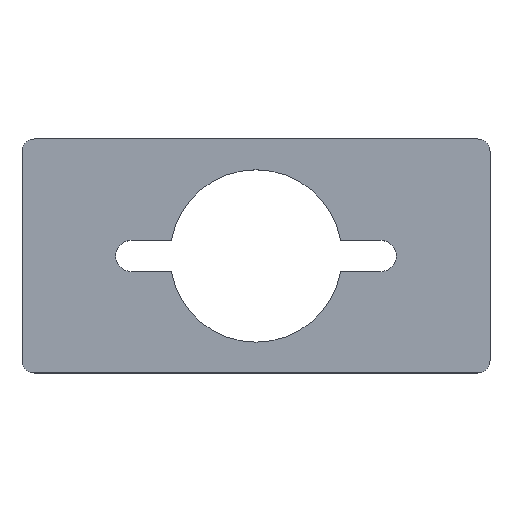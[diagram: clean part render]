
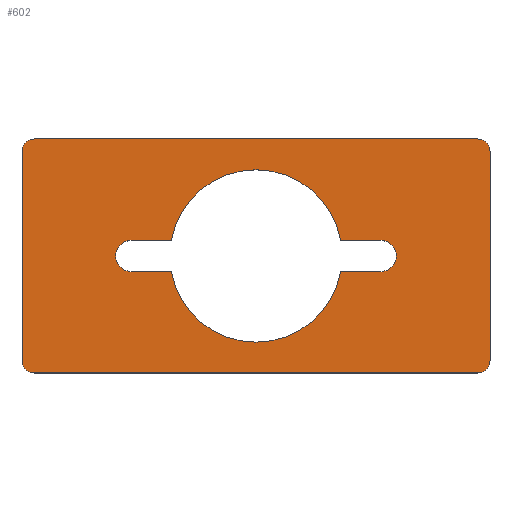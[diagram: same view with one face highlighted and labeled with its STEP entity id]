
A CAD part, top view. The second image highlights one B-rep face of the part: STEP entity #602.
In plain terms, the highlighted planar face has unit normal (0, 0, 1).
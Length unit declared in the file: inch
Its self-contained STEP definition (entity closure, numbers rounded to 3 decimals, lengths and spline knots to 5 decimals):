
#2 = AXIS2_PLACEMENT_3D ( 'NONE', #195, #394, #183 ) ;
#3 = AXIS2_PLACEMENT_3D ( 'NONE', #514, #156, #256 ) ;
#11 = CARTESIAN_POINT ( 'NONE',  ( 0., 0., 0. ) ) ;
#12 = ORIENTED_EDGE ( 'NONE', *, *, #472, .F. ) ;
#18 = CARTESIAN_POINT ( 'NONE',  ( 1.1811, -0.52805, 0. ) ) ;
#21 = DIRECTION ( 'NONE',  ( 1., 0., 0. ) ) ;
#23 = CARTESIAN_POINT ( 'NONE',  ( 1.1811, 0.59055, 0. ) ) ;
#25 = EDGE_CURVE ( 'NONE', #217, #395, #61, .T. ) ;
#28 = DIRECTION ( 'NONE',  ( 0., 0., 1. ) ) ;
#31 = DIRECTION ( 'NONE',  ( 1., 0., 0. ) ) ;
#32 = CARTESIAN_POINT ( 'NONE',  ( -1.1186, -0.59055, 0. ) ) ;
#37 = LINE ( 'NONE', #491, #495 ) ;
#39 = EDGE_CURVE ( 'NONE', #457, #180, #326, .T. ) ;
#41 = CARTESIAN_POINT ( 'NONE',  ( 0., 0., 0. ) ) ;
#42 = DIRECTION ( 'NONE',  ( 0., 0., 1. ) ) ;
#43 = ORIENTED_EDGE ( 'NONE', *, *, #404, .F. ) ;
#50 = CARTESIAN_POINT ( 'NONE',  ( -0.62992, 0., 0. ) ) ;
#53 = CIRCLE ( 'NONE', #172, 0.07874 ) ;
#54 = CARTESIAN_POINT ( 'NONE',  ( 0.42785, -0.07874, 0. ) ) ;
#61 = CIRCLE ( 'NONE', #474, 0.07874 ) ;
#67 = LINE ( 'NONE', #270, #212 ) ;
#73 = AXIS2_PLACEMENT_3D ( 'NONE', #41, #243, #31 ) ;
#77 = ORIENTED_EDGE ( 'NONE', *, *, #271, .F. ) ;
#80 = CARTESIAN_POINT ( 'NONE',  ( 1.1186, 0.52805, 0. ) ) ;
#87 = VERTEX_POINT ( 'NONE', #532 ) ;
#93 = CARTESIAN_POINT ( 'NONE',  ( -1.1811, 0.52805, 0. ) ) ;
#95 = AXIS2_PLACEMENT_3D ( 'NONE', #50, #152, #452 ) ;
#100 = DIRECTION ( 'NONE',  ( 0., 0., 1. ) ) ;
#105 = VERTEX_POINT ( 'NONE', #32 ) ;
#107 = VECTOR ( 'NONE', #285, 39.37008 ) ;
#108 = LINE ( 'NONE', #564, #615 ) ;
#109 = ORIENTED_EDGE ( 'NONE', *, *, #559, .F. ) ;
#111 = DIRECTION ( 'NONE',  ( 1., 0., 0. ) ) ;
#112 = EDGE_LOOP ( 'NONE', ( #609, #359, #77, #210, #418, #43, #12, #623, #109 ) ) ;
#114 = CARTESIAN_POINT ( 'NONE',  ( 0.70866, 0., 0. ) ) ;
#118 = VERTEX_POINT ( 'NONE', #289 ) ;
#129 = DIRECTION ( 'NONE',  ( -1., 0., 0. ) ) ;
#144 = DIRECTION ( 'NONE',  ( 1., 0., 0. ) ) ;
#145 = ORIENTED_EDGE ( 'NONE', *, *, #39, .T. ) ;
#146 = CARTESIAN_POINT ( 'NONE',  ( -0.62992, 0.07874, 0. ) ) ;
#152 = DIRECTION ( 'NONE',  ( 0., 0., 1. ) ) ;
#154 = EDGE_CURVE ( 'NONE', #118, #287, #606, .T. ) ;
#155 = DIRECTION ( 'NONE',  ( 1., 0., 0. ) ) ;
#156 = DIRECTION ( 'NONE',  ( 0., 0., 1. ) ) ;
#157 = VERTEX_POINT ( 'NONE', #185 ) ;
#160 = VERTEX_POINT ( 'NONE', #146 ) ;
#161 = CIRCLE ( 'NONE', #596, 0.0625 ) ;
#169 = VERTEX_POINT ( 'NONE', #450 ) ;
#172 = AXIS2_PLACEMENT_3D ( 'NONE', #364, #28, #622 ) ;
#180 = VERTEX_POINT ( 'NONE', #593 ) ;
#183 = DIRECTION ( 'NONE',  ( 1., 0., 0. ) ) ;
#185 = CARTESIAN_POINT ( 'NONE',  ( -0.42785, 0.07874, 0. ) ) ;
#186 = VERTEX_POINT ( 'NONE', #93 ) ;
#195 = CARTESIAN_POINT ( 'NONE',  ( 0., 0., 0. ) ) ;
#201 = CIRCLE ( 'NONE', #527, 0.0625 ) ;
#203 = DIRECTION ( 'NONE',  ( 1., 0., 0. ) ) ;
#210 = ORIENTED_EDGE ( 'NONE', *, *, #582, .F. ) ;
#212 = VECTOR ( 'NONE', #129, 39.37008 ) ;
#213 = EDGE_CURVE ( 'NONE', #180, #303, #161, .T. ) ;
#217 = VERTEX_POINT ( 'NONE', #628 ) ;
#220 = EDGE_CURVE ( 'NONE', #320, #186, #549, .T. ) ;
#221 = CIRCLE ( 'NONE', #3, 0.0625 ) ;
#223 = DIRECTION ( 'NONE',  ( 0., 1., 0. ) ) ;
#229 = LINE ( 'NONE', #268, #536 ) ;
#231 = EDGE_LOOP ( 'NONE', ( #329, #462, #145, #553, #253, #279, #290, #387 ) ) ;
#233 = PLANE ( 'NONE',  #73 ) ;
#243 = DIRECTION ( 'NONE',  ( 0., 0., 1. ) ) ;
#253 = ORIENTED_EDGE ( 'NONE', *, *, #505, .T. ) ;
#254 = AXIS2_PLACEMENT_3D ( 'NONE', #11, #100, #111 ) ;
#256 = DIRECTION ( 'NONE',  ( 1., 0., 0. ) ) ;
#261 = CARTESIAN_POINT ( 'NONE',  ( -1.1811, -0.52805, 0. ) ) ;
#268 = CARTESIAN_POINT ( 'NONE',  ( 0.42785, 0.07874, 0. ) ) ;
#270 = CARTESIAN_POINT ( 'NONE',  ( -1.1811, 0.59055, 0. ) ) ;
#271 = EDGE_CURVE ( 'NONE', #160, #169, #397, .T. ) ;
#279 = ORIENTED_EDGE ( 'NONE', *, *, #220, .T. ) ;
#285 = DIRECTION ( 'NONE',  ( 1., 0., 0. ) ) ;
#287 = VERTEX_POINT ( 'NONE', #54 ) ;
#288 = FACE_OUTER_BOUND ( 'NONE', #231, .T. ) ;
#289 = CARTESIAN_POINT ( 'NONE',  ( -0.42785, -0.07874, 0. ) ) ;
#290 = ORIENTED_EDGE ( 'NONE', *, *, #542, .T. ) ;
#297 = DIRECTION ( 'NONE',  ( 1., 0., 0. ) ) ;
#299 = DIRECTION ( 'NONE',  ( 1., 0., 0. ) ) ;
#300 = VERTEX_POINT ( 'NONE', #261 ) ;
#303 = VERTEX_POINT ( 'NONE', #347 ) ;
#307 = EDGE_CURVE ( 'NONE', #611, #157, #410, .T. ) ;
#315 = EDGE_CURVE ( 'NONE', #169, #118, #108, .T. ) ;
#320 = VERTEX_POINT ( 'NONE', #506 ) ;
#323 = AXIS2_PLACEMENT_3D ( 'NONE', #581, #42, #144 ) ;
#326 = LINE ( 'NONE', #23, #634 ) ;
#329 = ORIENTED_EDGE ( 'NONE', *, *, #349, .T. ) ;
#332 = EDGE_CURVE ( 'NONE', #391, #457, #221, .T. ) ;
#337 = CARTESIAN_POINT ( 'NONE',  ( -1.1811, 0.59055, 0. ) ) ;
#346 = VECTOR ( 'NONE', #533, 39.37008 ) ;
#347 = CARTESIAN_POINT ( 'NONE',  ( 1.1186, 0.59055, 0. ) ) ;
#349 = EDGE_CURVE ( 'NONE', #105, #391, #456, .T. ) ;
#356 = CARTESIAN_POINT ( 'NONE',  ( 1.1186, -0.59055, 0. ) ) ;
#359 = ORIENTED_EDGE ( 'NONE', *, *, #315, .F. ) ;
#364 = CARTESIAN_POINT ( 'NONE',  ( 0.62992, 0., 0. ) ) ;
#387 = ORIENTED_EDGE ( 'NONE', *, *, #640, .T. ) ;
#388 = LINE ( 'NONE', #541, #107 ) ;
#391 = VERTEX_POINT ( 'NONE', #356 ) ;
#394 = DIRECTION ( 'NONE',  ( 0., 0., 1. ) ) ;
#395 = VERTEX_POINT ( 'NONE', #114 ) ;
#397 = CIRCLE ( 'NONE', #95, 0.07874 ) ;
#400 = DIRECTION ( 'NONE',  ( 0., 0., 1. ) ) ;
#404 = EDGE_CURVE ( 'NONE', #87, #611, #229, .T. ) ;
#410 = CIRCLE ( 'NONE', #254, 0.43504 ) ;
#418 = ORIENTED_EDGE ( 'NONE', *, *, #307, .F. ) ;
#422 = VECTOR ( 'NONE', #203, 39.37008 ) ;
#447 = FACE_BOUND ( 'NONE', #112, .T. ) ;
#450 = CARTESIAN_POINT ( 'NONE',  ( -0.62992, -0.07874, 0. ) ) ;
#452 = DIRECTION ( 'NONE',  ( 1., 0., 0. ) ) ;
#456 = LINE ( 'NONE', #461, #422 ) ;
#457 = VERTEX_POINT ( 'NONE', #18 ) ;
#461 = CARTESIAN_POINT ( 'NONE',  ( -1.1811, -0.59055, 0. ) ) ;
#462 = ORIENTED_EDGE ( 'NONE', *, *, #332, .T. ) ;
#471 = CARTESIAN_POINT ( 'NONE',  ( 0.62992, 0., 0. ) ) ;
#472 = EDGE_CURVE ( 'NONE', #395, #87, #53, .T. ) ;
#474 = AXIS2_PLACEMENT_3D ( 'NONE', #471, #567, #21 ) ;
#491 = CARTESIAN_POINT ( 'NONE',  ( -0.62992, 0.07874, 0. ) ) ;
#495 = VECTOR ( 'NONE', #545, 39.37008 ) ;
#500 = CARTESIAN_POINT ( 'NONE',  ( -1.1186, -0.52805, 0. ) ) ;
#505 = EDGE_CURVE ( 'NONE', #303, #320, #67, .T. ) ;
#506 = CARTESIAN_POINT ( 'NONE',  ( -1.1186, 0.59055, 0. ) ) ;
#514 = CARTESIAN_POINT ( 'NONE',  ( 1.1186, -0.52805, 0. ) ) ;
#527 = AXIS2_PLACEMENT_3D ( 'NONE', #500, #400, #155 ) ;
#532 = CARTESIAN_POINT ( 'NONE',  ( 0.62992, 0.07874, 0. ) ) ;
#533 = DIRECTION ( 'NONE',  ( 0., -1., 0. ) ) ;
#536 = VECTOR ( 'NONE', #613, 39.37008 ) ;
#541 = CARTESIAN_POINT ( 'NONE',  ( 0.42785, -0.07874, 0. ) ) ;
#542 = EDGE_CURVE ( 'NONE', #186, #300, #636, .T. ) ;
#545 = DIRECTION ( 'NONE',  ( -1., 0., 0. ) ) ;
#549 = CIRCLE ( 'NONE', #323, 0.0625 ) ;
#552 = DIRECTION ( 'NONE',  ( 0., 0., 1. ) ) ;
#553 = ORIENTED_EDGE ( 'NONE', *, *, #213, .T. ) ;
#559 = EDGE_CURVE ( 'NONE', #287, #217, #388, .T. ) ;
#564 = CARTESIAN_POINT ( 'NONE',  ( -0.62992, -0.07874, 0. ) ) ;
#567 = DIRECTION ( 'NONE',  ( 0., 0., 1. ) ) ;
#581 = CARTESIAN_POINT ( 'NONE',  ( -1.1186, 0.52805, 0. ) ) ;
#582 = EDGE_CURVE ( 'NONE', #157, #160, #37, .T. ) ;
#590 = CARTESIAN_POINT ( 'NONE',  ( 0.42785, 0.07874, 0. ) ) ;
#593 = CARTESIAN_POINT ( 'NONE',  ( 1.1811, 0.52805, 0. ) ) ;
#596 = AXIS2_PLACEMENT_3D ( 'NONE', #80, #552, #297 ) ;
#602 = ADVANCED_FACE ( 'NONE', ( #288, #447 ), #233, .T. ) ;
#606 = CIRCLE ( 'NONE', #2, 0.43504 ) ;
#609 = ORIENTED_EDGE ( 'NONE', *, *, #154, .F. ) ;
#611 = VERTEX_POINT ( 'NONE', #590 ) ;
#613 = DIRECTION ( 'NONE',  ( -1., 0., 0. ) ) ;
#615 = VECTOR ( 'NONE', #299, 39.37008 ) ;
#622 = DIRECTION ( 'NONE',  ( 1., 0., 0. ) ) ;
#623 = ORIENTED_EDGE ( 'NONE', *, *, #25, .F. ) ;
#628 = CARTESIAN_POINT ( 'NONE',  ( 0.62992, -0.07874, 0. ) ) ;
#634 = VECTOR ( 'NONE', #223, 39.37008 ) ;
#636 = LINE ( 'NONE', #337, #346 ) ;
#640 = EDGE_CURVE ( 'NONE', #300, #105, #201, .T. ) ;
